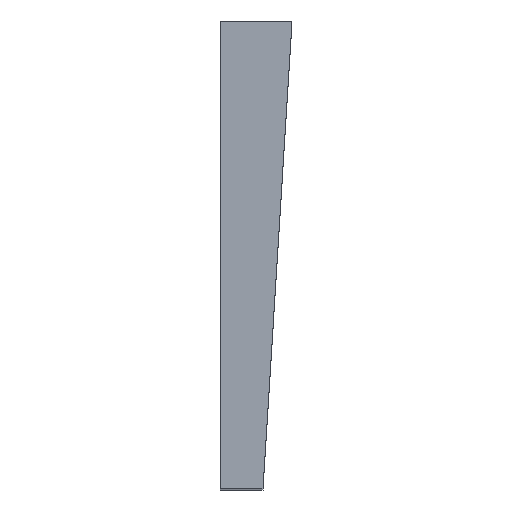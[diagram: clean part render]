
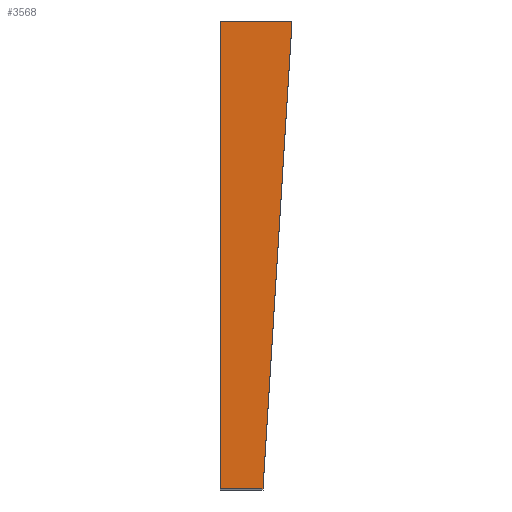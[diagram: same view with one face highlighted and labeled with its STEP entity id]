
A CAD part, top view. The second image highlights one B-rep face of the part: STEP entity #3568.
In plain terms, the highlighted planar face has unit normal (0, 0, 1).
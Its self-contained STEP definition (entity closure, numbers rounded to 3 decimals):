
#322 = EDGE_CURVE ( 'NONE', #1541, #4600, #15030, .T. ) ;
#1117 = CARTESIAN_POINT ( 'NONE',  ( -3.85, -25., 37.35 ) ) ;
#1541 = VERTEX_POINT ( 'NONE', #14502 ) ;
#2322 = ORIENTED_EDGE ( 'NONE', *, *, #322, .T. ) ;
#2856 = CARTESIAN_POINT ( 'NONE',  ( -3.85, 25., 37.35 ) ) ;
#3489 = ORIENTED_EDGE ( 'NONE', *, *, #8858, .T. ) ;
#3568 = ADVANCED_FACE ( 'NONE', ( #14788 ), #13630, .F. ) ;
#3919 = DIRECTION ( 'NONE',  ( -1., 0., 0. ) ) ;
#3931 = VERTEX_POINT ( 'NONE', #11254 ) ;
#3948 = EDGE_CURVE ( 'NONE', #4600, #3931, #11542, .T. ) ;
#4600 = VERTEX_POINT ( 'NONE', #6563 ) ;
#5723 = EDGE_CURVE ( 'NONE', #5782, #1541, #9683, .T. ) ;
#5782 = VERTEX_POINT ( 'NONE', #1117 ) ;
#6112 = LINE ( 'NONE', #12760, #8593 ) ;
#6563 = CARTESIAN_POINT ( 'NONE',  ( 3.85, 25., 37.35 ) ) ;
#6651 = DIRECTION ( 'NONE',  ( 0., -1., 0. ) ) ;
#7525 = CARTESIAN_POINT ( 'NONE',  ( 0., 0., 37.35 ) ) ;
#8328 = VECTOR ( 'NONE', #15549, 1000. ) ;
#8561 = EDGE_LOOP ( 'NONE', ( #11828, #2322, #12740, #3489 ) ) ;
#8593 = VECTOR ( 'NONE', #6651, 1000. ) ;
#8858 = EDGE_CURVE ( 'NONE', #3931, #5782, #6112, .T. ) ;
#8910 = DIRECTION ( 'NONE',  ( -1., 0., 0. ) ) ;
#9243 = CARTESIAN_POINT ( 'NONE',  ( 0.75, -25., 37.35 ) ) ;
#9683 = LINE ( 'NONE', #9243, #14860 ) ;
#11143 = VECTOR ( 'NONE', #3919, 1000. ) ;
#11254 = CARTESIAN_POINT ( 'NONE',  ( -3.85, 25., 37.35 ) ) ;
#11542 = LINE ( 'NONE', #2856, #11143 ) ;
#11828 = ORIENTED_EDGE ( 'NONE', *, *, #5723, .T. ) ;
#11984 = CARTESIAN_POINT ( 'NONE',  ( 3.85, 25., 37.35 ) ) ;
#12575 = DIRECTION ( 'NONE',  ( 0., 0., -1. ) ) ;
#12740 = ORIENTED_EDGE ( 'NONE', *, *, #3948, .T. ) ;
#12760 = CARTESIAN_POINT ( 'NONE',  ( -3.85, -25., 37.35 ) ) ;
#13630 = PLANE ( 'NONE',  #14421 ) ;
#14271 = DIRECTION ( 'NONE',  ( 1., 0., 0. ) ) ;
#14421 = AXIS2_PLACEMENT_3D ( 'NONE', #7525, #12575, #8910 ) ;
#14502 = CARTESIAN_POINT ( 'NONE',  ( 0.75, -25., 37.35 ) ) ;
#14788 = FACE_OUTER_BOUND ( 'NONE', #8561, .T. ) ;
#14860 = VECTOR ( 'NONE', #14271, 1000. ) ;
#15030 = LINE ( 'NONE', #11984, #8328 ) ;
#15549 = DIRECTION ( 'NONE',  ( 0.062, 0.998, 0. ) ) ;
